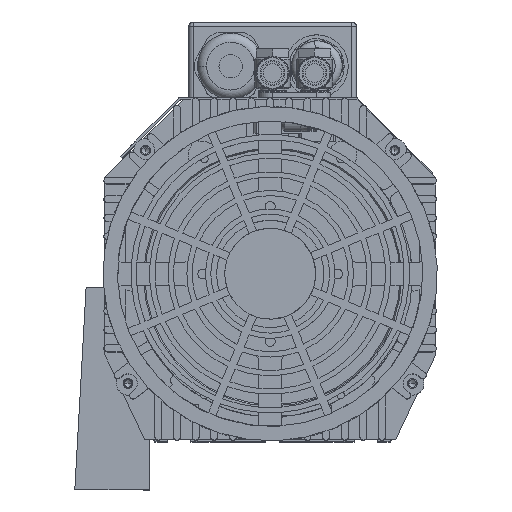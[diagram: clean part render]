
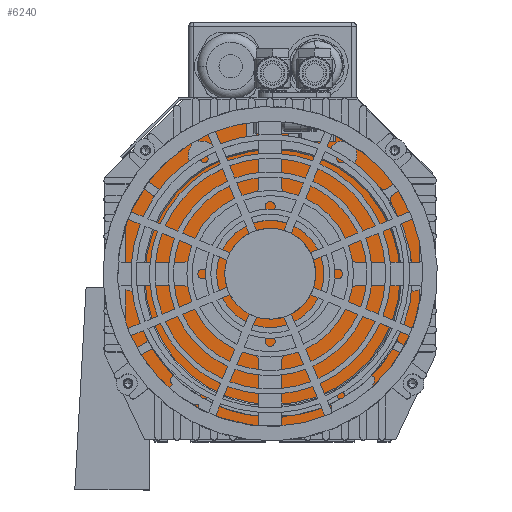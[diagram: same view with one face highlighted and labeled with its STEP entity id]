
A CAD part, top view. The second image highlights one B-rep face of the part: STEP entity #6240.
In plain terms, the highlighted face is planar.
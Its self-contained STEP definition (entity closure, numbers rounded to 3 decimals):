
#121 = VERTEX_POINT ( 'NONE', #13586 ) ;
#214 = ORIENTED_EDGE ( 'NONE', *, *, #56381, .F. ) ;
#423 = DIRECTION ( 'NONE',  ( 0., -1., 0. ) ) ;
#1672 = CARTESIAN_POINT ( 'NONE',  ( 134.43, 166.534, 130. ) ) ;
#1826 = CARTESIAN_POINT ( 'NONE',  ( 253.453, 200.521, 130. ) ) ;
#1991 = CIRCLE ( 'NONE', #16286, 5. ) ;
#2534 = ORIENTED_EDGE ( 'NONE', *, *, #65099, .T. ) ;
#3047 = EDGE_CURVE ( 'NONE', #72126, #3852, #82989, .T. ) ;
#3494 = LINE ( 'NONE', #20908, #35374 ) ;
#3852 = VERTEX_POINT ( 'NONE', #21635 ) ;
#6240 = ADVANCED_FACE ( 'NONE', ( #10777 ), #54116, .F. ) ;
#7055 = EDGE_CURVE ( 'NONE', #34206, #46457, #73248, .T. ) ;
#8800 = VECTOR ( 'NONE', #23350, 1000. ) ;
#8940 = DIRECTION ( 'NONE',  ( 0., 0., -1. ) ) ;
#10777 = FACE_OUTER_BOUND ( 'NONE', #42932, .T. ) ;
#13370 = CARTESIAN_POINT ( 'NONE',  ( 252.466, 276.998, 130. ) ) ;
#13586 = CARTESIAN_POINT ( 'NONE',  ( 152.001, 307.534, 130. ) ) ;
#14002 = VECTOR ( 'NONE', #79788, 1000. ) ;
#15843 = DIRECTION ( 'NONE',  ( -1., 0., 0. ) ) ;
#16157 = CARTESIAN_POINT ( 'NONE',  ( 219.859, 302.534, 130. ) ) ;
#16286 = AXIS2_PLACEMENT_3D ( 'NONE', #33072, #25974, #19151 ) ;
#17397 = EDGE_CURVE ( 'NONE', #76745, #84849, #56478, .T. ) ;
#19151 = DIRECTION ( 'NONE',  ( -1., 0., 0. ) ) ;
#19836 = ORIENTED_EDGE ( 'NONE', *, *, #3047, .T. ) ;
#20908 = CARTESIAN_POINT ( 'NONE',  ( 117.93, 273.463, 130. ) ) ;
#21635 = CARTESIAN_POINT ( 'NONE',  ( 119.394, 276.998, 130. ) ) ;
#23350 = DIRECTION ( 'NONE',  ( 0.426, -0.905, 0. ) ) ;
#23918 = CARTESIAN_POINT ( 'NONE',  ( 118.407, 200.521, 130. ) ) ;
#24546 = LINE ( 'NONE', #57641, #30784 ) ;
#24719 = LINE ( 'NONE', #23918, #8800 ) ;
#25001 = CARTESIAN_POINT ( 'NONE',  ( 237.43, 166.534, 130. ) ) ;
#25974 = DIRECTION ( 'NONE',  ( 0., 0., -1. ) ) ;
#27551 = ORIENTED_EDGE ( 'NONE', *, *, #55520, .F. ) ;
#28126 = VERTEX_POINT ( 'NONE', #30790 ) ;
#28688 = CARTESIAN_POINT ( 'NONE',  ( 117.93, 273.463, 130. ) ) ;
#30058 = EDGE_CURVE ( 'NONE', #60635, #3852, #86576, .T. ) ;
#30325 = DIRECTION ( 'NONE',  ( 0., 0., -1. ) ) ;
#30784 = VECTOR ( 'NONE', #83791, 1000. ) ;
#30790 = CARTESIAN_POINT ( 'NONE',  ( 253.93, 273.463, 130. ) ) ;
#31413 = EDGE_CURVE ( 'NONE', #71714, #34206, #24719, .T. ) ;
#32645 = DIRECTION ( 'NONE',  ( -1., 0., 0. ) ) ;
#33072 = CARTESIAN_POINT ( 'NONE',  ( 152.001, 302.534, 130. ) ) ;
#33136 = ORIENTED_EDGE ( 'NONE', *, *, #54119, .F. ) ;
#33221 = AXIS2_PLACEMENT_3D ( 'NONE', #69562, #8940, #63307 ) ;
#33898 = DIRECTION ( 'NONE',  ( -0.707, -0.707, 0. ) ) ;
#34206 = VERTEX_POINT ( 'NONE', #76162 ) ;
#34272 = ORIENTED_EDGE ( 'NONE', *, *, #74252, .F. ) ;
#34992 = CARTESIAN_POINT ( 'NONE',  ( 118.407, 200.521, 130. ) ) ;
#35374 = VECTOR ( 'NONE', #423, 1000. ) ;
#35805 = ORIENTED_EDGE ( 'NONE', *, *, #30058, .F. ) ;
#36039 = LINE ( 'NONE', #74325, #88095 ) ;
#36319 = CARTESIAN_POINT ( 'NONE',  ( 248.93, 202.653, 130. ) ) ;
#36608 = AXIS2_PLACEMENT_3D ( 'NONE', #77288, #56532, #15843 ) ;
#39250 = DIRECTION ( 'NONE',  ( 0., 0., -1. ) ) ;
#39770 = VERTEX_POINT ( 'NONE', #1826 ) ;
#39832 = VECTOR ( 'NONE', #33898, 1000. ) ;
#41345 = DIRECTION ( 'NONE',  ( 1., 0., 0. ) ) ;
#42686 = DIRECTION ( 'NONE',  ( 1., 0., 0. ) ) ;
#42932 = EDGE_LOOP ( 'NONE', ( #2534, #87601, #48089, #66884, #62847, #27551, #19836, #35805, #67716, #214, #67859, #33136, #52182, #34272 ) ) ;
#43470 = DIRECTION ( 'NONE',  ( -1., 0., 0. ) ) ;
#43859 = CARTESIAN_POINT ( 'NONE',  ( 223.394, 306.069, 130. ) ) ;
#44961 = EDGE_CURVE ( 'NONE', #75462, #28126, #57787, .T. ) ;
#45182 = VECTOR ( 'NONE', #63093, 1000. ) ;
#46457 = VERTEX_POINT ( 'NONE', #25001 ) ;
#47354 = DIRECTION ( 'NONE',  ( 0., 1., 0. ) ) ;
#48089 = ORIENTED_EDGE ( 'NONE', *, *, #7055, .F. ) ;
#49335 = EDGE_CURVE ( 'NONE', #46457, #39770, #24546, .T. ) ;
#52182 = ORIENTED_EDGE ( 'NONE', *, *, #44961, .T. ) ;
#52284 = LINE ( 'NONE', #66141, #14002 ) ;
#54116 = PLANE ( 'NONE',  #85096 ) ;
#54119 = EDGE_CURVE ( 'NONE', #75462, #84849, #66497, .T. ) ;
#54320 = AXIS2_PLACEMENT_3D ( 'NONE', #16157, #83870, #84163 ) ;
#55252 = VECTOR ( 'NONE', #42686, 1000. ) ;
#55520 = EDGE_CURVE ( 'NONE', #72126, #57064, #3494, .T. ) ;
#56381 = EDGE_CURVE ( 'NONE', #76745, #121, #52284, .T. ) ;
#56478 = CIRCLE ( 'NONE', #54320, 5. ) ;
#56532 = DIRECTION ( 'NONE',  ( 0., 0., -1. ) ) ;
#57064 = VERTEX_POINT ( 'NONE', #71245 ) ;
#57641 = CARTESIAN_POINT ( 'NONE',  ( 237.43, 166.534, 130. ) ) ;
#57787 = CIRCLE ( 'NONE', #74281, 5. ) ;
#60635 = VERTEX_POINT ( 'NONE', #75341 ) ;
#62847 = ORIENTED_EDGE ( 'NONE', *, *, #78021, .T. ) ;
#63093 = DIRECTION ( 'NONE',  ( -0.707, 0.707, 0. ) ) ;
#63307 = DIRECTION ( 'NONE',  ( -1., 0., 0. ) ) ;
#64704 = EDGE_CURVE ( 'NONE', #60635, #121, #1991, .T. ) ;
#65099 = EDGE_CURVE ( 'NONE', #70358, #39770, #80574, .T. ) ;
#66141 = CARTESIAN_POINT ( 'NONE',  ( 219.859, 307.534, 130. ) ) ;
#66497 = LINE ( 'NONE', #70779, #45182 ) ;
#66592 = CARTESIAN_POINT ( 'NONE',  ( 219.859, 302.534, 130. ) ) ;
#66884 = ORIENTED_EDGE ( 'NONE', *, *, #31413, .F. ) ;
#67364 = CIRCLE ( 'NONE', #33221, 5. ) ;
#67495 = CARTESIAN_POINT ( 'NONE',  ( 148.466, 306.069, 130. ) ) ;
#67716 = ORIENTED_EDGE ( 'NONE', *, *, #64704, .T. ) ;
#67859 = ORIENTED_EDGE ( 'NONE', *, *, #17397, .T. ) ;
#69562 = CARTESIAN_POINT ( 'NONE',  ( 122.93, 202.653, 130. ) ) ;
#70358 = VERTEX_POINT ( 'NONE', #81951 ) ;
#70779 = CARTESIAN_POINT ( 'NONE',  ( 235.938, 293.526, 130. ) ) ;
#71245 = CARTESIAN_POINT ( 'NONE',  ( 117.93, 202.653, 130. ) ) ;
#71714 = VERTEX_POINT ( 'NONE', #34992 ) ;
#72126 = VERTEX_POINT ( 'NONE', #28688 ) ;
#73248 = LINE ( 'NONE', #1672, #55252 ) ;
#74252 = EDGE_CURVE ( 'NONE', #70358, #28126, #36039, .T. ) ;
#74281 = AXIS2_PLACEMENT_3D ( 'NONE', #79600, #39250, #32645 ) ;
#74325 = CARTESIAN_POINT ( 'NONE',  ( 253.93, 202.653, 130. ) ) ;
#75341 = CARTESIAN_POINT ( 'NONE',  ( 148.466, 306.069, 130. ) ) ;
#75462 = VERTEX_POINT ( 'NONE', #13370 ) ;
#75478 = AXIS2_PLACEMENT_3D ( 'NONE', #36319, #30325, #43470 ) ;
#75539 = CARTESIAN_POINT ( 'NONE',  ( 219.859, 307.534, 130. ) ) ;
#76162 = CARTESIAN_POINT ( 'NONE',  ( 134.43, 166.534, 130. ) ) ;
#76745 = VERTEX_POINT ( 'NONE', #75539 ) ;
#77288 = CARTESIAN_POINT ( 'NONE',  ( 122.93, 273.463, 130. ) ) ;
#78021 = EDGE_CURVE ( 'NONE', #71714, #57064, #67364, .T. ) ;
#79600 = CARTESIAN_POINT ( 'NONE',  ( 248.93, 273.463, 130. ) ) ;
#79788 = DIRECTION ( 'NONE',  ( -1., 0., 0. ) ) ;
#80574 = CIRCLE ( 'NONE', #75478, 5. ) ;
#81951 = CARTESIAN_POINT ( 'NONE',  ( 253.93, 202.653, 130. ) ) ;
#82314 = DIRECTION ( 'NONE',  ( 0., 0., 1. ) ) ;
#82989 = CIRCLE ( 'NONE', #36608, 5. ) ;
#83791 = DIRECTION ( 'NONE',  ( 0.426, 0.905, 0. ) ) ;
#83870 = DIRECTION ( 'NONE',  ( 0., 0., -1. ) ) ;
#84163 = DIRECTION ( 'NONE',  ( -1., 0., 0. ) ) ;
#84849 = VERTEX_POINT ( 'NONE', #43859 ) ;
#85096 = AXIS2_PLACEMENT_3D ( 'NONE', #66592, #82314, #41345 ) ;
#86576 = LINE ( 'NONE', #67495, #39832 ) ;
#87601 = ORIENTED_EDGE ( 'NONE', *, *, #49335, .F. ) ;
#88095 = VECTOR ( 'NONE', #47354, 1000. ) ;
